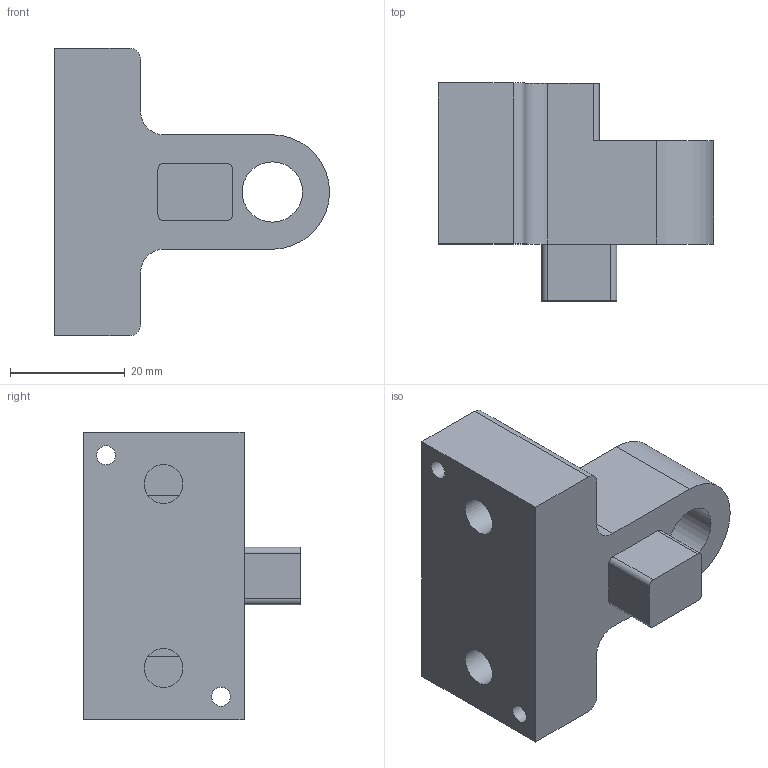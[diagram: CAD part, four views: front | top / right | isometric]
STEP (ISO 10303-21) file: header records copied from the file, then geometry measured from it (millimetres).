
FILE_DESCRIPTION(('FreeCAD Model'),'2;1');
FILE_NAME('Trottinette - Support moteur - Pièce droite.step','2018-05-31T17:27:26',('Author'),(''), 'Open CASCADE STEP processor 7.2','FreeCAD','Unknown');
FILE_SCHEMA(('AUTOMOTIVE_DESIGN { 1 0 10303 214 1 1 1 1 }'));
Length unit declared in the file: millimetre
Products named in the file (1): Fillet_4mm
Bounding box: 47.85 x 37.9 x 50 mm (x, y, z)
Volume: 33109.4 mm3; surface area: 9279.3 mm2
Topology: 1 solids, 1 shells, 34 faces, 89 edges, 60 vertices
Faces by surface type: plane 18, cylinder 16
Full cylindrical faces by diameter (mm): 3.3 x2, 6.75 x2, 10.5 x1
Entity records: 2519 total; most frequent: CARTESIAN_POINT 440, DIRECTION 356, LINE 203, VECTOR 203, ORIENTED_EDGE 178, PCURVE 178, DEFINITIONAL_REPRESENTATION 178, EDGE_CURVE 89
